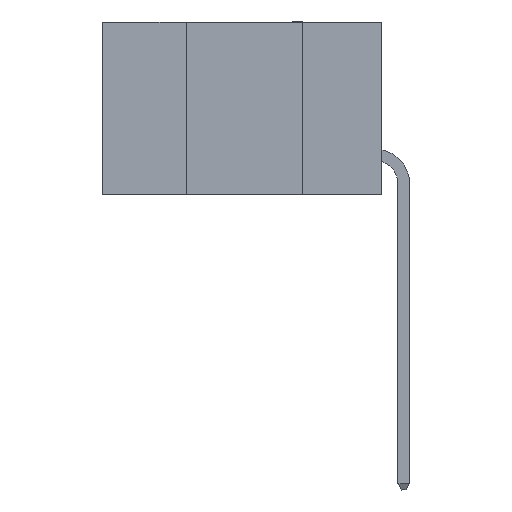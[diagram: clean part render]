
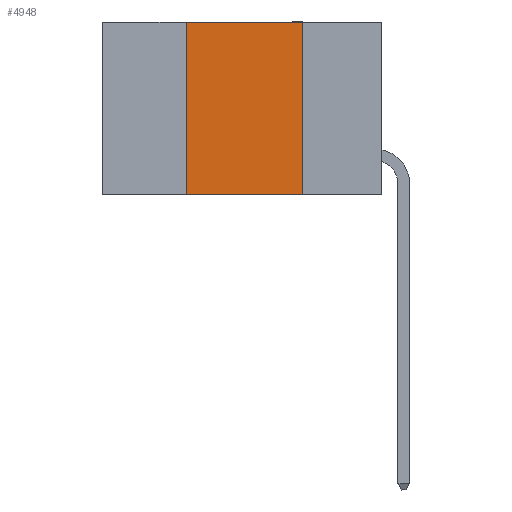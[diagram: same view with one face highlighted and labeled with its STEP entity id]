
A CAD part, left-side view. The second image highlights one B-rep face of the part: STEP entity #4948.
In plain terms, the highlighted planar face has unit normal (-1, 0, 0).
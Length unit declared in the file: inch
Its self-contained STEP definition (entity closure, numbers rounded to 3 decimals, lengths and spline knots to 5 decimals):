
#188 = CARTESIAN_POINT ( 'NONE',  ( 0., 0.6, 0. ) ) ;
#1393 = VERTEX_POINT ( 'NONE', #14724 ) ;
#2429 = DIRECTION ( 'NONE',  ( 1., 0., 0. ) ) ;
#2526 = DIRECTION ( 'NONE',  ( 0., -1., 0. ) ) ;
#3093 = EDGE_CURVE ( 'NONE', #24419, #1393, #10922, .T. ) ;
#3418 = VERTEX_POINT ( 'NONE', #19830 ) ;
#4057 = CARTESIAN_POINT ( 'NONE',  ( 0., 0.17, 0. ) ) ;
#4401 = AXIS2_PLACEMENT_3D ( 'NONE', #16365, #2429, #18725 ) ;
#4940 = CARTESIAN_POINT ( 'NONE',  ( 0., 0.6, -0.37 ) ) ;
#4948 = ADVANCED_FACE ( 'NONE', ( #7166 ), #14037, .F. ) ;
#6483 = DIRECTION ( 'NONE',  ( 0., 0., -1. ) ) ;
#7166 = FACE_OUTER_BOUND ( 'NONE', #26578, .T. ) ;
#10585 = VECTOR ( 'NONE', #13412, 39.37008 ) ;
#10922 = LINE ( 'NONE', #188, #28615 ) ;
#11738 = CARTESIAN_POINT ( 'NONE',  ( 0., 0.17, -0.37 ) ) ;
#12245 = VERTEX_POINT ( 'NONE', #11738 ) ;
#12658 = ORIENTED_EDGE ( 'NONE', *, *, #14763, .F. ) ;
#13114 = ORIENTED_EDGE ( 'NONE', *, *, #3093, .F. ) ;
#13412 = DIRECTION ( 'NONE',  ( 0., 0., 1. ) ) ;
#14037 = PLANE ( 'NONE',  #4401 ) ;
#14540 = ORIENTED_EDGE ( 'NONE', *, *, #21413, .F. ) ;
#14600 = ORIENTED_EDGE ( 'NONE', *, *, #29023, .T. ) ;
#14724 = CARTESIAN_POINT ( 'NONE',  ( 0., 0.17, 0. ) ) ;
#14763 = EDGE_CURVE ( 'NONE', #1393, #12245, #21289, .T. ) ;
#15074 = VECTOR ( 'NONE', #6483, 39.37008 ) ;
#15124 = LINE ( 'NONE', #4940, #26693 ) ;
#16365 = CARTESIAN_POINT ( 'NONE',  ( 0., 0.6, 0. ) ) ;
#18725 = DIRECTION ( 'NONE',  ( 0., 0., -1. ) ) ;
#19830 = CARTESIAN_POINT ( 'NONE',  ( 0., 0.42, -0.37 ) ) ;
#21289 = LINE ( 'NONE', #4057, #15074 ) ;
#21413 = EDGE_CURVE ( 'NONE', #3418, #24419, #29715, .T. ) ;
#22630 = CARTESIAN_POINT ( 'NONE',  ( 0., 0.42, 0. ) ) ;
#24419 = VERTEX_POINT ( 'NONE', #25525 ) ;
#25525 = CARTESIAN_POINT ( 'NONE',  ( 0., 0.42, 0. ) ) ;
#25824 = DIRECTION ( 'NONE',  ( 0., -1., 0. ) ) ;
#26578 = EDGE_LOOP ( 'NONE', ( #12658, #13114, #14540, #14600 ) ) ;
#26693 = VECTOR ( 'NONE', #25824, 39.37008 ) ;
#28615 = VECTOR ( 'NONE', #2526, 39.37008 ) ;
#29023 = EDGE_CURVE ( 'NONE', #3418, #12245, #15124, .T. ) ;
#29715 = LINE ( 'NONE', #22630, #10585 ) ;
